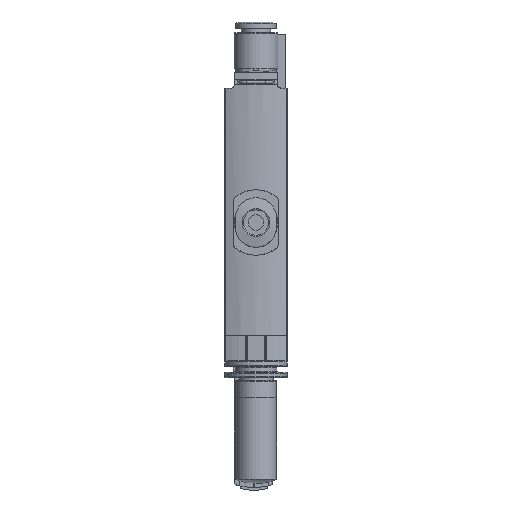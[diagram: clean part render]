
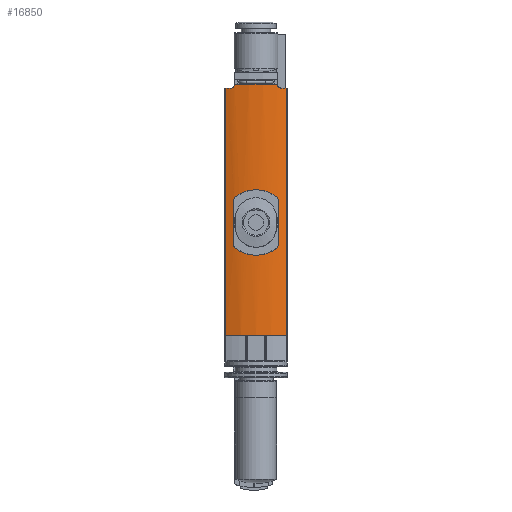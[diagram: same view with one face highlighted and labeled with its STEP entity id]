
A CAD part, front view. The second image highlights one B-rep face of the part: STEP entity #16850.
In plain terms, the highlighted cylindrical face has radius 21 mm (diameter 42 mm), a partial arc.
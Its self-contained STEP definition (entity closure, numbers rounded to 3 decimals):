
#196=B_SPLINE_CURVE_WITH_KNOTS('',3,(#23404,#23405,#23406,#23407,#23408,
#23409,#23410),.UNSPECIFIED.,.F.,.F.,(4,1,1,1,4),(0.,0.003,
0.006,0.008,0.011),
 .UNSPECIFIED.);
#197=B_SPLINE_CURVE_WITH_KNOTS('',3,(#23413,#23414,#23415,#23416),
 .UNSPECIFIED.,.F.,.F.,(4,4),(0.,0.),
 .UNSPECIFIED.);
#198=B_SPLINE_CURVE_WITH_KNOTS('',3,(#23420,#23421,#23422,#23423),
 .UNSPECIFIED.,.F.,.F.,(4,4),(0.,0.),.UNSPECIFIED.);
#199=B_SPLINE_CURVE_WITH_KNOTS('',3,(#23425,#23426,#23427,#23428,#23429,
#23430,#23431),.UNSPECIFIED.,.F.,.F.,(4,1,1,1,4),(0.,0.003,
0.006,0.008,0.011),
 .UNSPECIFIED.);
#200=B_SPLINE_CURVE_WITH_KNOTS('',3,(#23433,#23434,#23435,#23436),
 .UNSPECIFIED.,.F.,.F.,(4,4),(0.,0.),.UNSPECIFIED.);
#201=B_SPLINE_CURVE_WITH_KNOTS('',3,(#23440,#23441,#23442,#23443),
 .UNSPECIFIED.,.F.,.F.,(4,4),(0.,0.),.UNSPECIFIED.);
#202=B_SPLINE_CURVE_WITH_KNOTS('',3,(#23447,#23448,#23449,#23450,#23451),
 .UNSPECIFIED.,.F.,.F.,(4,1,4),(0.,0.001,
0.002),.UNSPECIFIED.);
#203=B_SPLINE_CURVE_WITH_KNOTS('',3,(#23463,#23464,#23465,#23466,#23467),
 .UNSPECIFIED.,.F.,.F.,(4,1,4),(0.,0.001,0.002),
 .UNSPECIFIED.);
#247=CYLINDRICAL_SURFACE('',#17716,21.);
#682=LINE('',#23418,#1829);
#683=LINE('',#23438,#1830);
#684=LINE('',#23455,#1831);
#685=LINE('',#23459,#1832);
#1829=VECTOR('',#19364,1000.);
#1830=VECTOR('',#19365,1000.);
#1831=VECTOR('',#19370,1000.);
#1832=VECTOR('',#19373,1000.);
#3031=ORIENTED_EDGE('',*,*,#6565,.T.);
#3032=ORIENTED_EDGE('',*,*,#6566,.T.);
#3033=ORIENTED_EDGE('',*,*,#6567,.T.);
#3034=ORIENTED_EDGE('',*,*,#6568,.T.);
#3035=ORIENTED_EDGE('',*,*,#6569,.T.);
#3036=ORIENTED_EDGE('',*,*,#6570,.T.);
#3037=ORIENTED_EDGE('',*,*,#6571,.T.);
#3038=ORIENTED_EDGE('',*,*,#6572,.T.);
#3039=ORIENTED_EDGE('',*,*,#6573,.F.);
#3040=ORIENTED_EDGE('',*,*,#6574,.F.);
#3041=ORIENTED_EDGE('',*,*,#6575,.F.);
#3042=ORIENTED_EDGE('',*,*,#6576,.T.);
#3043=ORIENTED_EDGE('',*,*,#6577,.T.);
#3044=ORIENTED_EDGE('',*,*,#6578,.F.);
#3045=ORIENTED_EDGE('',*,*,#6579,.F.);
#3046=ORIENTED_EDGE('',*,*,#6580,.F.);
#6565=EDGE_CURVE('',#8326,#8327,#196,.T.);
#6566=EDGE_CURVE('',#8327,#8328,#197,.T.);
#6567=EDGE_CURVE('',#8328,#8329,#682,.F.);
#6568=EDGE_CURVE('',#8329,#8330,#198,.T.);
#6569=EDGE_CURVE('',#8330,#8331,#199,.T.);
#6570=EDGE_CURVE('',#8331,#8332,#200,.T.);
#6571=EDGE_CURVE('',#8332,#8333,#683,.T.);
#6572=EDGE_CURVE('',#8333,#8326,#201,.T.);
#6573=EDGE_CURVE('',#8334,#8335,#9401,.T.);
#6574=EDGE_CURVE('',#8336,#8334,#202,.T.);
#6575=EDGE_CURVE('',#8337,#8336,#9402,.T.);
#6576=EDGE_CURVE('',#8337,#8338,#684,.T.);
#6577=EDGE_CURVE('',#8338,#8339,#9403,.T.);
#6578=EDGE_CURVE('',#8340,#8339,#685,.T.);
#6579=EDGE_CURVE('',#8341,#8340,#9404,.T.);
#6580=EDGE_CURVE('',#8335,#8341,#203,.T.);
#8326=VERTEX_POINT('',#23411);
#8327=VERTEX_POINT('',#23412);
#8328=VERTEX_POINT('',#23417);
#8329=VERTEX_POINT('',#23419);
#8330=VERTEX_POINT('',#23424);
#8331=VERTEX_POINT('',#23432);
#8332=VERTEX_POINT('',#23437);
#8333=VERTEX_POINT('',#23439);
#8334=VERTEX_POINT('',#23445);
#8335=VERTEX_POINT('',#23446);
#8336=VERTEX_POINT('',#23452);
#8337=VERTEX_POINT('',#23454);
#8338=VERTEX_POINT('',#23456);
#8339=VERTEX_POINT('',#23458);
#8340=VERTEX_POINT('',#23460);
#8341=VERTEX_POINT('',#23462);
#9401=CIRCLE('',#17717,21.);
#9402=CIRCLE('',#17718,21.);
#9403=CIRCLE('',#17719,21.);
#9404=CIRCLE('',#17720,21.);
#9968=EDGE_LOOP('',(#3031,#3032,#3033,#3034,#3035,#3036,#3037,#3038));
#9969=EDGE_LOOP('',(#3039,#3040,#3041,#3042,#3043,#3044,#3045,#3046));
#11035=FACE_BOUND('',#9968,.T.);
#11036=FACE_BOUND('',#9969,.T.);
#16850=ADVANCED_FACE('',(#11035,#11036),#247,.T.);
#17716=AXIS2_PLACEMENT_3D('',#23403,#19362,#19363);
#17717=AXIS2_PLACEMENT_3D('',#23444,#19366,#19367);
#17718=AXIS2_PLACEMENT_3D('',#23453,#19368,#19369);
#17719=AXIS2_PLACEMENT_3D('',#23457,#19371,#19372);
#17720=AXIS2_PLACEMENT_3D('',#23461,#19374,#19375);
#19362=DIRECTION('',(0.,0.,-1.));
#19363=DIRECTION('',(-1.,0.,0.));
#19364=DIRECTION('',(0.,0.,-1.));
#19365=DIRECTION('',(0.,0.,-1.));
#19366=DIRECTION('',(0.,0.,1.));
#19367=DIRECTION('',(1.,0.,0.));
#19368=DIRECTION('',(0.,0.,1.));
#19369=DIRECTION('',(1.,0.,0.));
#19370=DIRECTION('',(0.,0.,-1.));
#19371=DIRECTION('',(0.,0.,1.));
#19372=DIRECTION('',(1.,0.,0.));
#19373=DIRECTION('',(0.,0.,-1.));
#19374=DIRECTION('',(0.,0.,1.));
#19375=DIRECTION('',(1.,0.,0.));
#23403=CARTESIAN_POINT('',(0.,25.915,35.8));
#23404=CARTESIAN_POINT('',(5.075,5.538,-5.923));
#23405=CARTESIAN_POINT('',(4.377,5.364,-6.521));
#23406=CARTESIAN_POINT('',(2.786,5.044,-7.46));
#23407=CARTESIAN_POINT('',(0.004,4.851,-7.969));
#23408=CARTESIAN_POINT('',(-2.779,5.043,-7.464));
#23409=CARTESIAN_POINT('',(-4.377,5.364,-6.521));
#23410=CARTESIAN_POINT('',(-5.075,5.538,-5.923));
#23411=CARTESIAN_POINT('',(5.075,5.538,-5.923));
#23412=CARTESIAN_POINT('',(-5.075,5.538,-5.923));
#23413=CARTESIAN_POINT('',(-5.075,5.538,-5.923));
#23414=CARTESIAN_POINT('',(-5.184,5.565,-5.83));
#23415=CARTESIAN_POINT('',(-5.25,5.582,-5.689));
#23416=CARTESIAN_POINT('',(-5.25,5.582,-5.543));
#23417=CARTESIAN_POINT('',(-5.25,5.582,-5.543));
#23418=CARTESIAN_POINT('',(-5.25,5.582,35.8));
#23419=CARTESIAN_POINT('',(-5.25,5.582,5.543));
#23420=CARTESIAN_POINT('',(-5.25,5.582,5.543));
#23421=CARTESIAN_POINT('',(-5.25,5.582,5.689));
#23422=CARTESIAN_POINT('',(-5.184,5.565,5.83));
#23423=CARTESIAN_POINT('',(-5.075,5.538,5.923));
#23424=CARTESIAN_POINT('',(-5.075,5.538,5.923));
#23425=CARTESIAN_POINT('',(-5.075,5.538,5.923));
#23426=CARTESIAN_POINT('',(-4.377,5.364,6.521));
#23427=CARTESIAN_POINT('',(-2.786,5.044,7.46));
#23428=CARTESIAN_POINT('',(-0.004,4.851,7.969));
#23429=CARTESIAN_POINT('',(2.779,5.043,7.464));
#23430=CARTESIAN_POINT('',(4.377,5.364,6.521));
#23431=CARTESIAN_POINT('',(5.075,5.538,5.923));
#23432=CARTESIAN_POINT('',(5.075,5.538,5.923));
#23433=CARTESIAN_POINT('',(5.075,5.538,5.923));
#23434=CARTESIAN_POINT('',(5.184,5.565,5.83));
#23435=CARTESIAN_POINT('',(5.25,5.582,5.689));
#23436=CARTESIAN_POINT('',(5.25,5.582,5.543));
#23437=CARTESIAN_POINT('',(5.25,5.582,5.543));
#23438=CARTESIAN_POINT('',(5.25,5.582,35.8));
#23439=CARTESIAN_POINT('',(5.25,5.582,-5.543));
#23440=CARTESIAN_POINT('',(5.25,5.582,-5.543));
#23441=CARTESIAN_POINT('',(5.25,5.582,-5.689));
#23442=CARTESIAN_POINT('',(5.184,5.565,-5.83));
#23443=CARTESIAN_POINT('',(5.075,5.538,-5.923));
#23444=CARTESIAN_POINT('',(0.,25.915,33.));
#23445=CARTESIAN_POINT('',(-5.1,5.544,33.));
#23446=CARTESIAN_POINT('',(5.1,5.544,33.));
#23447=CARTESIAN_POINT('',(-6.1,5.82,32.));
#23448=CARTESIAN_POINT('',(-5.842,5.742,32.));
#23449=CARTESIAN_POINT('',(-5.33,5.6,32.205));
#23450=CARTESIAN_POINT('',(-5.1,5.544,32.731));
#23451=CARTESIAN_POINT('',(-5.1,5.544,33.));
#23452=CARTESIAN_POINT('',(-6.1,5.82,32.));
#23453=CARTESIAN_POINT('',(0.,25.915,32.));
#23454=CARTESIAN_POINT('',(-7.171,6.177,32.));
#23455=CARTESIAN_POINT('',(-7.171,6.177,35.8));
#23456=CARTESIAN_POINT('',(-7.171,6.177,-27.));
#23457=CARTESIAN_POINT('',(0.,25.915,-27.));
#23458=CARTESIAN_POINT('',(7.171,6.177,-27.));
#23459=CARTESIAN_POINT('',(7.171,6.177,35.8));
#23460=CARTESIAN_POINT('',(7.171,6.177,32.));
#23461=CARTESIAN_POINT('',(0.,25.915,32.));
#23462=CARTESIAN_POINT('',(6.1,5.82,32.));
#23463=CARTESIAN_POINT('',(5.1,5.544,33.));
#23464=CARTESIAN_POINT('',(5.1,5.544,32.731));
#23465=CARTESIAN_POINT('',(5.329,5.599,32.206));
#23466=CARTESIAN_POINT('',(5.843,5.742,32.));
#23467=CARTESIAN_POINT('',(6.1,5.82,32.));
